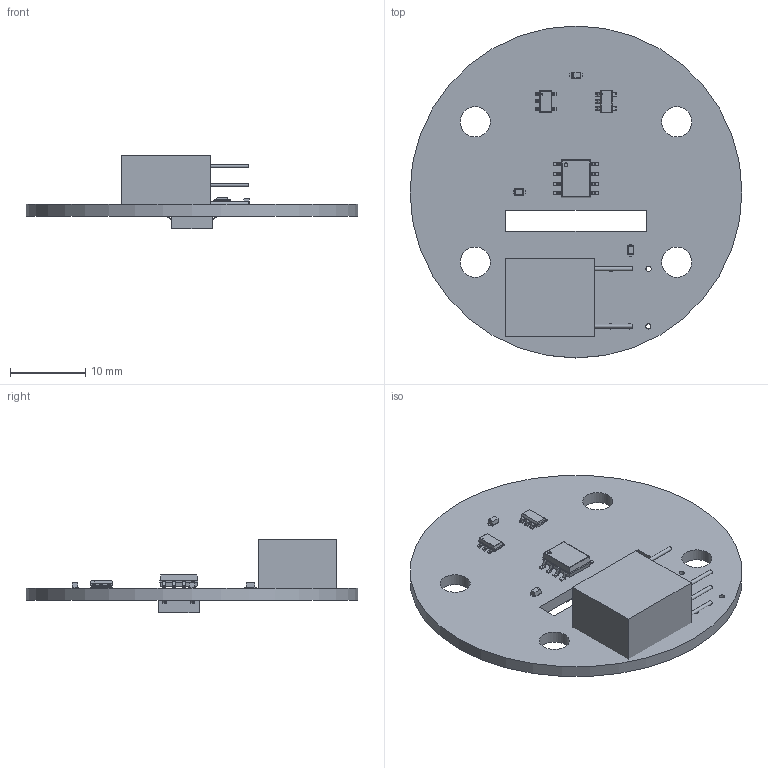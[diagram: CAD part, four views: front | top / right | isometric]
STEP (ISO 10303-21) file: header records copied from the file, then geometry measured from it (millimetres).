
FILE_DESCRIPTION(('KiCad electronic assembly'),'2;1');
FILE_NAME('Armstrong_pcb_v1.step','2022-10-30T23:16:59',('Pcbnew'),( 'Kicad'),'Open CASCADE STEP processor 7.6','KiCad to STEP converter' ,'Unknown');
FILE_SCHEMA(('AUTOMOTIVE_DESIGN { 1 0 10303 214 1 1 1 1 }'));
Length unit declared in the file: millimetre
Products named in the file (14): Armstrong_pcb_v1 1; MET-23; COMPOUND; BAS16TS_R1_00001; ADP162AUJZ-4.2-R7; SP8K52FRATB; ADP122AUJZ-3-3-R7; SON4_PTS526SM15SMTR2LFS_CNK; Armstrong_circuit PCB
Assembly tree (15 placements, depth 3):
  Armstrong_pcb_v1 1
    MET-23
      COMPOUND
    BAS16TS_R1_00001  x3
      COMPOUND
    ADP162AUJZ-4.2-R7
      COMPOUND
    SP8K52FRATB
      COMPOUND
    ADP122AUJZ-3-3-R7
      COMPOUND
    SON4_PTS526SM15SMTR2LFS_CNK
      COMPOUND
    Armstrong_circuit PCB
Bounding box: 44 x 44 x 9.74 mm (x, y, z)
Volume: 3324.6 mm3; surface area: 4091.2 mm2
Topology: 47 solids, 47 shells, 490 faces, 1130 edges, 736 vertices
Faces by surface type: bspline 474, cylinder 10, plane 6
Full cylindrical faces by diameter (mm): 0.7 x5, 4 x4, 44 x1
Entity records: 24601 total; most frequent: CARTESIAN_POINT 9604, B_SPLINE_CURVE_WITH_KNOTS 2576, ORIENTED_EDGE 2036, PCURVE 2036, DEFINITIONAL_REPRESENTATION 2036, EDGE_CURVE 1018, SURFACE_CURVE 999, VERTEX_POINT 664
